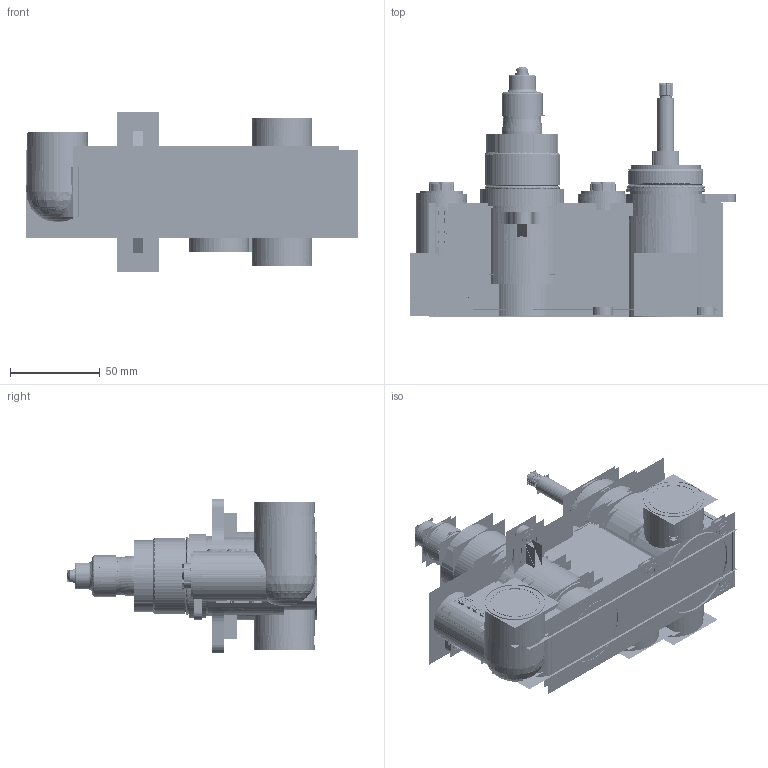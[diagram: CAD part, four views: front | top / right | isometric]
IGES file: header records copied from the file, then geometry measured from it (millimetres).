
Start section:  PTC IGES file: WLBP1501R+.igs
Global section: file name: WLBP1501R+.igs; native system: Pro/ENGINEER by Parametric Technology Corporation; preprocessor: 2009360; author: user152; organization: Unknown; date: 20200321.091207; units: millimetre
Bounding box: 185.12 x 139.56 x 89.47 mm (x, y, z)
Volume: 302732.2 mm3; surface area: 1551130.5 mm2
Topology: 35 solids, 58 shells, 5652 faces, 29036 edges, 36671 vertices
Faces by surface type: bspline 3462, revolution 2190
